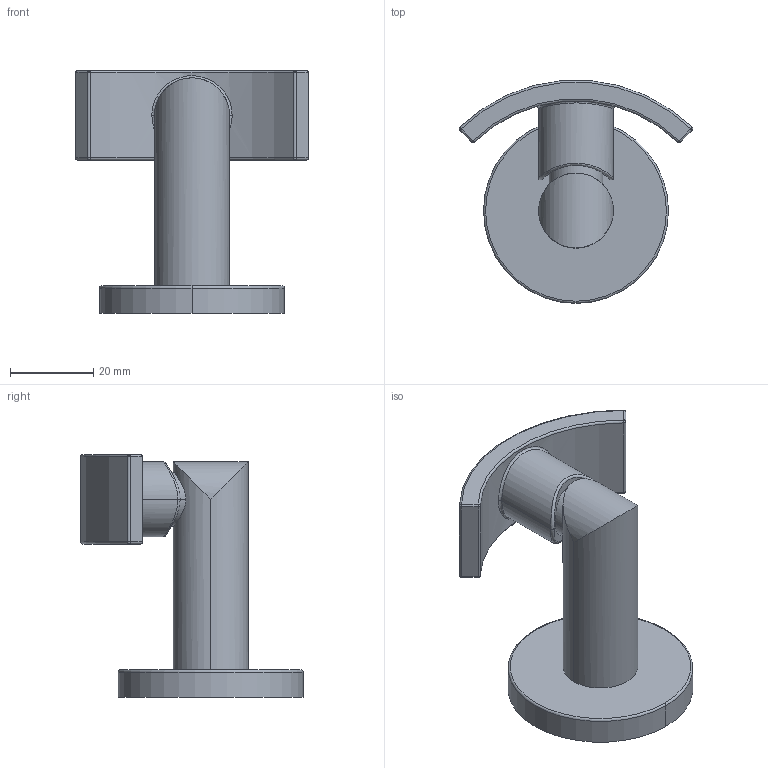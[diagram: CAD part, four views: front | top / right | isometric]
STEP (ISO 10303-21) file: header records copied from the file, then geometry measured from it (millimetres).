
FILE_DESCRIPTION((''),'2;1');
FILE_NAME('0210','2022-01-25T11:48:19',('jinson.thomas'),(''),'CREO PARAMETRIC BY PTC INC, 2018400','CREO PARAMETRIC BY PTC INC, 2018400','');
FILE_SCHEMA(('CONFIG_CONTROL_DESIGN'));
Length unit declared in the file: inch
Products named in the file (1): 0210
Bounding box: 56.14 x 53.42 x 58.36 mm (x, y, z)
Volume: 33266.6 mm3; surface area: 11016.7 mm2
Topology: 1 solids, 1 shells, 47 faces, 92 edges, 52 vertices
Faces by surface type: cylinder 22, sphere 8, plane 7, torus 6, bspline 4
Entity records: 2126 total; most frequent: CARTESIAN_POINT 1133, DIRECTION 212, ORIENTED_EDGE 184, AXIS2_PLACEMENT_3D 93, EDGE_CURVE 92, VERTEX_POINT 52, EDGE_LOOP 52, CIRCLE 50
